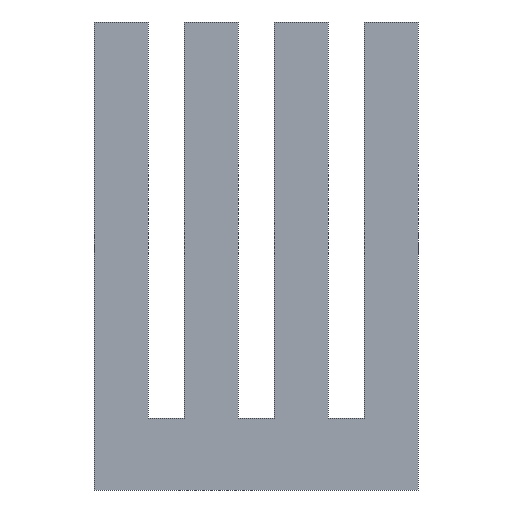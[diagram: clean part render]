
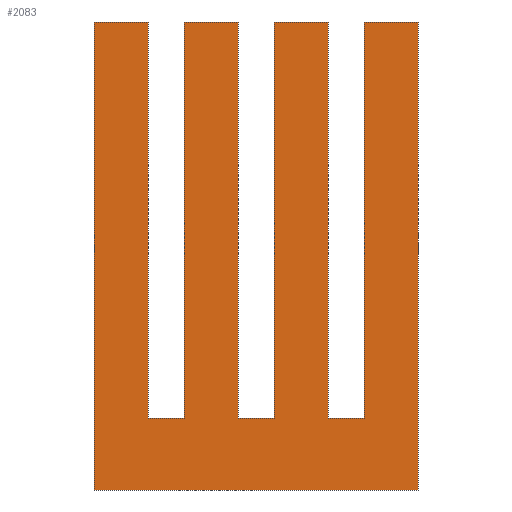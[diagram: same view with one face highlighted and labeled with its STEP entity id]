
A CAD part, left-side view. The second image highlights one B-rep face of the part: STEP entity #2083.
In plain terms, the highlighted planar face has unit normal (-1, 0, 0).
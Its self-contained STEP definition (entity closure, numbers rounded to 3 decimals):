
#125=FACE_OUTER_BOUND('',#239,.T.);
#239=EDGE_LOOP('',(#1827,#1828,#1829,#1830,#1831,#1832,#1833,#1834,#1835,
#1836,#1837,#1838,#1839,#1840,#1841,#1842));
#411=LINE('',#3056,#699);
#416=LINE('',#3066,#704);
#421=LINE('',#3077,#709);
#426=LINE('',#3087,#714);
#431=LINE('',#3098,#719);
#436=LINE('',#3108,#724);
#495=LINE('',#3223,#783);
#496=LINE('',#3224,#784);
#497=LINE('',#3225,#785);
#519=LINE('',#3272,#807);
#521=LINE('',#3275,#809);
#522=LINE('',#3277,#810);
#524=LINE('',#3281,#812);
#526=LINE('',#3286,#814);
#528=LINE('',#3290,#816);
#529=LINE('',#3291,#817);
#699=VECTOR('',#2485,10.);
#704=VECTOR('',#2492,10.);
#709=VECTOR('',#2501,10.);
#714=VECTOR('',#2508,10.);
#719=VECTOR('',#2517,10.);
#724=VECTOR('',#2524,10.);
#783=VECTOR('',#2615,10.);
#784=VECTOR('',#2616,10.);
#785=VECTOR('',#2617,10.);
#807=VECTOR('',#2679,10.);
#809=VECTOR('',#2683,10.);
#810=VECTOR('',#2686,10.);
#812=VECTOR('',#2690,10.);
#814=VECTOR('',#2696,10.);
#816=VECTOR('',#2700,10.);
#817=VECTOR('',#2701,10.);
#941=VERTEX_POINT('',#3053);
#942=VERTEX_POINT('',#3055);
#944=VERTEX_POINT('',#3060);
#946=VERTEX_POINT('',#3064);
#949=VERTEX_POINT('',#3074);
#950=VERTEX_POINT('',#3076);
#952=VERTEX_POINT('',#3081);
#954=VERTEX_POINT('',#3085);
#957=VERTEX_POINT('',#3095);
#958=VERTEX_POINT('',#3097);
#960=VERTEX_POINT('',#3102);
#962=VERTEX_POINT('',#3106);
#1007=VERTEX_POINT('',#3271);
#1008=VERTEX_POINT('',#3279);
#1009=VERTEX_POINT('',#3285);
#1010=VERTEX_POINT('',#3289);
#1179=EDGE_CURVE('',#942,#941,#411,.T.);
#1184=EDGE_CURVE('',#944,#946,#416,.T.);
#1189=EDGE_CURVE('',#950,#949,#421,.T.);
#1194=EDGE_CURVE('',#952,#954,#426,.T.);
#1199=EDGE_CURVE('',#958,#957,#431,.T.);
#1204=EDGE_CURVE('',#960,#962,#436,.T.);
#1263=EDGE_CURVE('',#946,#942,#495,.T.);
#1264=EDGE_CURVE('',#954,#950,#496,.T.);
#1265=EDGE_CURVE('',#962,#958,#497,.T.);
#1287=EDGE_CURVE('',#960,#1007,#519,.T.);
#1289=EDGE_CURVE('',#952,#957,#521,.T.);
#1290=EDGE_CURVE('',#944,#949,#522,.T.);
#1292=EDGE_CURVE('',#1008,#941,#524,.T.);
#1294=EDGE_CURVE('',#1009,#1007,#526,.T.);
#1296=EDGE_CURVE('',#1010,#1008,#528,.T.);
#1297=EDGE_CURVE('',#1009,#1010,#529,.T.);
#1827=ORIENTED_EDGE('',*,*,#1179,.T.);
#1828=ORIENTED_EDGE('',*,*,#1292,.F.);
#1829=ORIENTED_EDGE('',*,*,#1296,.F.);
#1830=ORIENTED_EDGE('',*,*,#1297,.F.);
#1831=ORIENTED_EDGE('',*,*,#1294,.T.);
#1832=ORIENTED_EDGE('',*,*,#1287,.F.);
#1833=ORIENTED_EDGE('',*,*,#1204,.T.);
#1834=ORIENTED_EDGE('',*,*,#1265,.T.);
#1835=ORIENTED_EDGE('',*,*,#1199,.T.);
#1836=ORIENTED_EDGE('',*,*,#1289,.F.);
#1837=ORIENTED_EDGE('',*,*,#1194,.T.);
#1838=ORIENTED_EDGE('',*,*,#1264,.T.);
#1839=ORIENTED_EDGE('',*,*,#1189,.T.);
#1840=ORIENTED_EDGE('',*,*,#1290,.F.);
#1841=ORIENTED_EDGE('',*,*,#1184,.T.);
#1842=ORIENTED_EDGE('',*,*,#1263,.T.);
#1977=PLANE('',#2203);
#2083=ADVANCED_FACE('',(#125),#1977,.T.);
#2203=AXIS2_PLACEMENT_3D('',#3288,#2698,#2699);
#2485=DIRECTION('',(0.,0.,1.));
#2492=DIRECTION('',(0.,0.,-1.));
#2501=DIRECTION('',(0.,0.,1.));
#2508=DIRECTION('',(0.,0.,-1.));
#2517=DIRECTION('',(0.,0.,1.));
#2524=DIRECTION('',(0.,0.,-1.));
#2615=DIRECTION('',(0.,1.,0.));
#2616=DIRECTION('',(0.,1.,0.));
#2617=DIRECTION('',(0.,1.,0.));
#2679=DIRECTION('',(0.,-1.,0.));
#2683=DIRECTION('',(0.,-1.,0.));
#2686=DIRECTION('',(0.,-1.,0.));
#2690=DIRECTION('',(0.,-1.,0.));
#2696=DIRECTION('',(0.,0.,1.));
#2698=DIRECTION('center_axis',(-1.,0.,0.));
#2699=DIRECTION('ref_axis',(0.,-1.,0.));
#2700=DIRECTION('',(0.,0.,1.));
#2701=DIRECTION('',(0.,1.,0.));
#3053=CARTESIAN_POINT('',(-4.5,3.,13.));
#3055=CARTESIAN_POINT('',(-4.5,3.,2.));
#3056=CARTESIAN_POINT('',(-4.5,3.,6.5));
#3060=CARTESIAN_POINT('',(-4.5,2.,13.));
#3064=CARTESIAN_POINT('',(-4.5,2.,2.));
#3066=CARTESIAN_POINT('',(-4.5,2.,6.5));
#3074=CARTESIAN_POINT('',(-4.5,0.5,13.));
#3076=CARTESIAN_POINT('',(-4.5,0.5,2.));
#3077=CARTESIAN_POINT('',(-4.5,0.5,6.5));
#3081=CARTESIAN_POINT('',(-4.5,-0.5,13.));
#3085=CARTESIAN_POINT('',(-4.5,-0.5,2.));
#3087=CARTESIAN_POINT('',(-4.5,-0.5,6.5));
#3095=CARTESIAN_POINT('',(-4.5,-2.,13.));
#3097=CARTESIAN_POINT('',(-4.5,-2.,2.));
#3098=CARTESIAN_POINT('',(-4.5,-2.,6.5));
#3102=CARTESIAN_POINT('',(-4.5,-3.,13.));
#3106=CARTESIAN_POINT('',(-4.5,-3.,2.));
#3108=CARTESIAN_POINT('',(-4.5,-3.,6.5));
#3223=CARTESIAN_POINT('',(-4.5,2.25,2.));
#3224=CARTESIAN_POINT('',(-4.5,2.25,2.));
#3225=CARTESIAN_POINT('',(-4.5,2.25,2.));
#3271=CARTESIAN_POINT('',(-4.5,-4.5,13.));
#3272=CARTESIAN_POINT('',(-4.5,-4.5,13.));
#3275=CARTESIAN_POINT('',(-4.5,-4.5,13.));
#3277=CARTESIAN_POINT('',(-4.5,-4.5,13.));
#3279=CARTESIAN_POINT('',(-4.5,4.5,13.));
#3281=CARTESIAN_POINT('',(-4.5,-4.5,13.));
#3285=CARTESIAN_POINT('',(-4.5,-4.5,0.));
#3286=CARTESIAN_POINT('',(-4.5,-4.5,0.));
#3288=CARTESIAN_POINT('Origin',(-4.5,4.5,0.));
#3289=CARTESIAN_POINT('',(-4.5,4.5,0.));
#3290=CARTESIAN_POINT('',(-4.5,4.5,0.));
#3291=CARTESIAN_POINT('',(-4.5,-4.5,0.));
